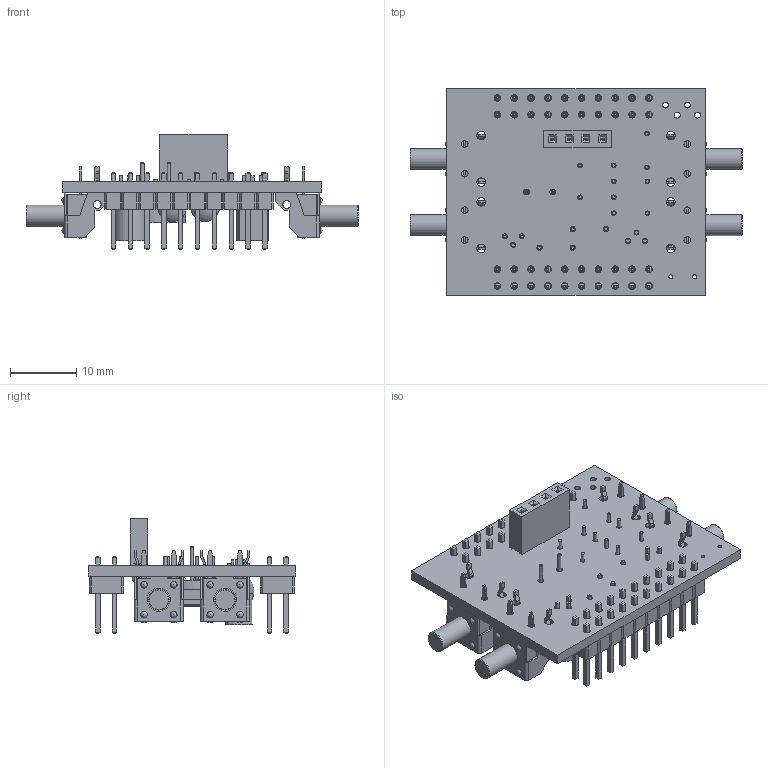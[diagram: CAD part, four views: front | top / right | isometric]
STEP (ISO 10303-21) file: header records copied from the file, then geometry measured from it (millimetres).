
FILE_DESCRIPTION(('KiCad electronic assembly'),'2;1');
FILE_NAME('hswatch.step','2021-01-20T23:44:44',('An Author'),( 'A Company'),'Open CASCADE STEP processor 6.9', 'KiCad to STEP converter','Unknown');
FILE_SCHEMA(('AUTOMOTIVE_DESIGN { 1 0 10303 214 1 1 1 1 }'));
Length unit declared in the file: millimetre
Products named in the file (16): Open CASCADE STEP translator 6.9 1; R_Axial_DIN0204_L3.6mm_D1.6mm_P5.08mm_Horizontal; SOLID; C_Disc_D4.3mm_W1.9mm_P5.00mm; TO-92; PinSocket_1x04_P2.54mm_Vertical; PinHeader_2x10_P2.54mm_Vertical; MagneticBuzzer_CUI_CST-931RP-A; SW_Tactile_SPST_Angled_PTS645Vx83-2LFS; COMPOUND
Assembly tree (25 placements, depth 3):
  Open CASCADE STEP translator 6.9 1
    R_Axial_DIN0204_L3.6mm_D1.6mm_P5.08mm_Horizontal  x5
      SOLID
    C_Disc_D4.3mm_W1.9mm_P5.00mm  x2
      SOLID
    TO-92  x2
      SOLID
    PinSocket_1x04_P2.54mm_Vertical
      SOLID
    PinHeader_2x10_P2.54mm_Vertical  x2
      SOLID
    MagneticBuzzer_CUI_CST-931RP-A
      SOLID
    SW_Tactile_SPST_Angled_PTS645Vx83-2LFS  x4
      SOLID
    COMPOUND
Bounding box: 50.1 x 31.2 x 17.24 mm (x, y, z)
Volume: 4138.4 mm3; surface area: 7611.3 mm2
Topology: 18 solids, 18 shells, 1772 faces, 4321 edges, 2762 vertices
Faces by surface type: plane 1449, cylinder 271, torus 28, sphere 20, revolution 4
Full cylindrical faces by diameter (mm): 0.5 x18, 0.54 x2, 0.6 x2, 0.7 x10, 0.75 x6, 0.8 x20, 0.9 x6, 0.99 x8, 1 x60, 1.2 x8, 1.3 x8, 1.44 x5, 1.6 x10, 3.14 x4, 3.5 x4, 9 x1
Entity records: 61574 total; most frequent: CARTESIAN_POINT 12041, DIRECTION 8228, LINE 5741, VECTOR 5741, ORIENTED_EDGE 4264, PCURVE 4264, DEFINITIONAL_REPRESENTATION 4264, EDGE_CURVE 2132
